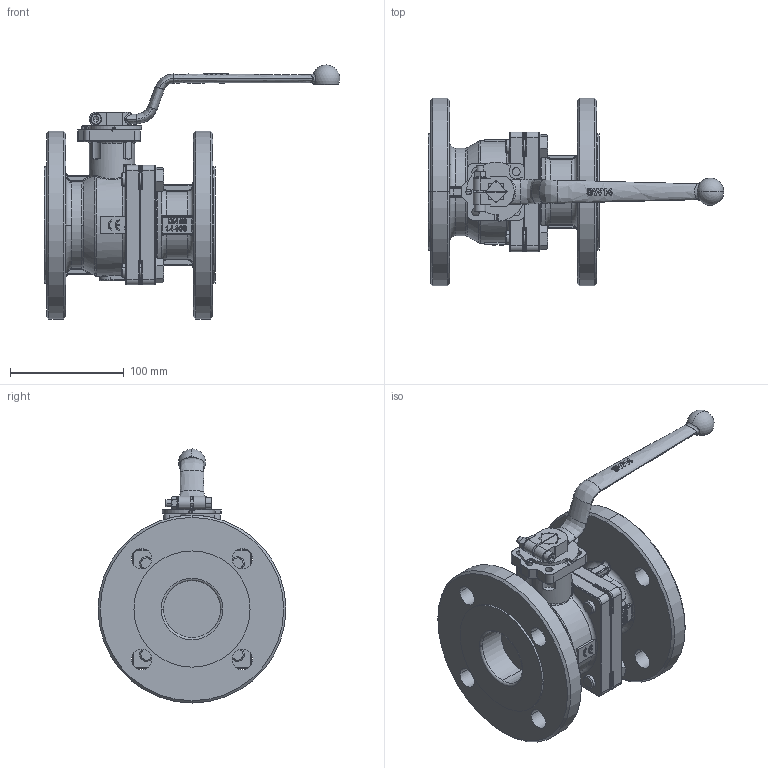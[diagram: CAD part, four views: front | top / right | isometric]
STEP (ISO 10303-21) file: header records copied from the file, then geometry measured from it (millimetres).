
FILE_DESCRIPTION(('HOOPS Exchange Step'),'2;1');
FILE_NAME('FK05_PN16_DN50.stp','2025-07-03T10:29:57+02:00',('nieru'),('Unknown organisation'),'HOOPS Exchange 2024.2','HOOPS Exchange','Unknown authorisation');
FILE_SCHEMA( ('AP203_CONFIGURATION_CONTROLLED_3D_DESIGN_OF_MECHANICAL_PARTS_AND_ASSEMBLIES_MIM_LF') );
Length unit declared in the file: millimetre
Products named in the file (2): 0; root
Assembly tree (1 placements, depth 2):
  root
    0
Bounding box: 259.46 x 165 x 223.03 mm (x, y, z)
Volume: 1370015.4 mm3; surface area: 189601.9 mm2
Topology: 1 solids, 1 shells, 1846 faces, 4968 edges, 3133 vertices
Faces by surface type: bspline 724, plane 441, cylinder 433, torus 117, cone 115, sphere 12, offset 4
Entity records: 74180 total; most frequent: CARTESIAN_POINT 33336, ORIENTED_EDGE 9840, DIRECTION 6113, EDGE_CURVE 4920, VERTEX_POINT 3129, AXIS2_PLACEMENT_3D 2095, EDGE_LOOP 1967, FACE_BOUND 1967
